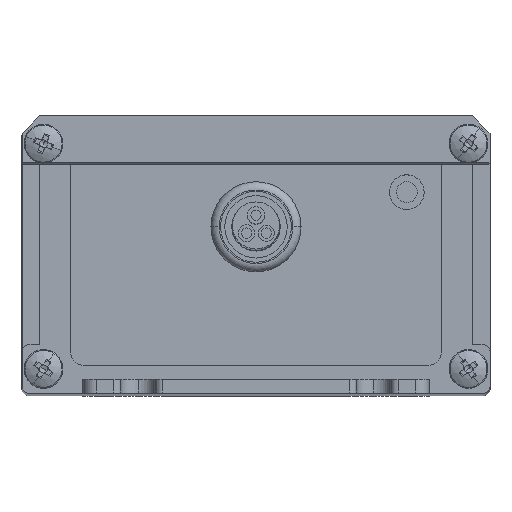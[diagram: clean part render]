
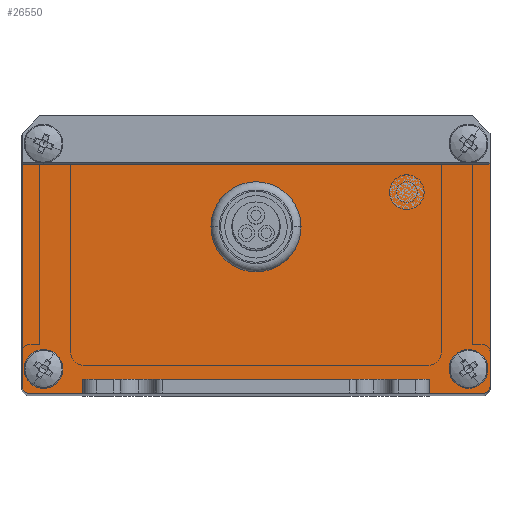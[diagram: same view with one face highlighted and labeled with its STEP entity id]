
A CAD part, top view. The second image highlights one B-rep face of the part: STEP entity #26550.
In plain terms, the highlighted face is planar.
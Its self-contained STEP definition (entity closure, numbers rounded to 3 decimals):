
#1462 = PLANE ( 'NONE',  #2442 ) ;
#1463 = CARTESIAN_POINT ( 'NONE',  ( 1.6, 2., 67.5 ) ) ;
#1464 = DIRECTION ( 'NONE',  ( -1., 0., 0. ) ) ;
#1465 = DIRECTION ( 'NONE',  ( 0., -1., 0. ) ) ;
#2439 = FACE_BOUND ( 'NONE', #19421, .T. ) ;
#2441 = FACE_BOUND ( 'NONE', #19296, .T. ) ;
#2442 = AXIS2_PLACEMENT_3D ( 'NONE', #1463, #1464, #1465 ) ;
#2446 = FACE_BOUND ( 'NONE', #19378, .T. ) ;
#2448 = FACE_OUTER_BOUND ( 'NONE', #19369, .T. ) ;
#7833 = CARTESIAN_POINT ( 'NONE',  ( 1.6, 2., 58.75 ) ) ;
#7843 = CARTESIAN_POINT ( 'NONE',  ( 1.6, 2., 8.75 ) ) ;
#7933 = CARTESIAN_POINT ( 'NONE',  ( 1.6, 18.9, 33.75 ) ) ;
#8061 = CARTESIAN_POINT ( 'NONE',  ( 1.6, 0., 8.75 ) ) ;
#8063 = CARTESIAN_POINT ( 'NONE',  ( 1.6, 1., 67.5 ) ) ;
#8071 = CARTESIAN_POINT ( 'NONE',  ( 1.6, 0., 1. ) ) ;
#8072 = CARTESIAN_POINT ( 'NONE',  ( 1.6, 33., 67.5 ) ) ;
#8077 = CARTESIAN_POINT ( 'NONE',  ( 1.6, 29.1, 33.75 ) ) ;
#8088 = CARTESIAN_POINT ( 'NONE',  ( 1.6, 5.05, 64.4 ) ) ;
#8130 = CARTESIAN_POINT ( 'NONE',  ( 1.6, 1.95, 64.4 ) ) ;
#8245 = CARTESIAN_POINT ( 'NONE',  ( 1.6, 0., 58.75 ) ) ;
#8345 = CARTESIAN_POINT ( 'NONE',  ( 1.6, 1.95, 3.1 ) ) ;
#8347 = CARTESIAN_POINT ( 'NONE',  ( 1.6, 5.05, 3.1 ) ) ;
#8367 = CARTESIAN_POINT ( 'NONE',  ( 1.6, 33., 0. ) ) ;
#8368 = CARTESIAN_POINT ( 'NONE',  ( 1.6, 1., 0. ) ) ;
#8370 = CARTESIAN_POINT ( 'NONE',  ( 1.6, 0., 66.5 ) ) ;
#17180 = EDGE_CURVE ( 'NONE', #31419, #31563, #44094, .T. ) ;
#17184 = EDGE_CURVE ( 'NONE', #31837, #31835, #44096, .T. ) ;
#17202 = EDGE_CURVE ( 'NONE', #31574, #31617, #44102, .T. ) ;
#17247 = EDGE_CURVE ( 'NONE', #31735, #31860, #46352, .T. ) ;
#17251 = EDGE_CURVE ( 'NONE', #31557, #31547, #46364, .T. ) ;
#17264 = EDGE_CURVE ( 'NONE', #31319, #31329, #46394, .T. ) ;
#17290 = EDGE_CURVE ( 'NONE', #31563, #31419, #44128, .T. ) ;
#17293 = EDGE_CURVE ( 'NONE', #31835, #31837, #44126, .T. ) ;
#17295 = EDGE_CURVE ( 'NONE', #31617, #31574, #44130, .T. ) ;
#17298 = EDGE_CURVE ( 'NONE', #31557, #31858, #44129, .T. ) ;
#17300 = EDGE_CURVE ( 'NONE', #31858, #31857, #46488, .T. ) ;
#17302 = EDGE_CURVE ( 'NONE', #31558, #31857, #46495, .T. ) ;
#17304 = EDGE_CURVE ( 'NONE', #31549, #31558, #46501, .T. ) ;
#17306 = EDGE_CURVE ( 'NONE', #31549, #31860, #44131, .T. ) ;
#17307 = EDGE_CURVE ( 'NONE', #31735, #31319, #46512, .T. ) ;
#17309 = EDGE_CURVE ( 'NONE', #31547, #31329, #46518, .T. ) ;
#18885 = ORIENTED_EDGE ( 'NONE', *, *, #17290, .F. ) ;
#18886 = ORIENTED_EDGE ( 'NONE', *, *, #17184, .T. ) ;
#18887 = ORIENTED_EDGE ( 'NONE', *, *, #17300, .T. ) ;
#18888 = ORIENTED_EDGE ( 'NONE', *, *, #17180, .F. ) ;
#18889 = ORIENTED_EDGE ( 'NONE', *, *, #17293, .T. ) ;
#18890 = ORIENTED_EDGE ( 'NONE', *, *, #17295, .T. ) ;
#18891 = ORIENTED_EDGE ( 'NONE', *, *, #17202, .T. ) ;
#18893 = ORIENTED_EDGE ( 'NONE', *, *, #17298, .T. ) ;
#18894 = ORIENTED_EDGE ( 'NONE', *, *, #17251, .F. ) ;
#18896 = ORIENTED_EDGE ( 'NONE', *, *, #17302, .F. ) ;
#18898 = ORIENTED_EDGE ( 'NONE', *, *, #17304, .F. ) ;
#18899 = ORIENTED_EDGE ( 'NONE', *, *, #17306, .T. ) ;
#18901 = ORIENTED_EDGE ( 'NONE', *, *, #17247, .F. ) ;
#18902 = ORIENTED_EDGE ( 'NONE', *, *, #17307, .T. ) ;
#18903 = ORIENTED_EDGE ( 'NONE', *, *, #17264, .T. ) ;
#18905 = ORIENTED_EDGE ( 'NONE', *, *, #17309, .F. ) ;
#19296 = EDGE_LOOP ( 'NONE', ( #18885, #18888 ) ) ;
#19369 = EDGE_LOOP ( 'NONE', ( #18894, #18893, #18887, #18896, #18898, #18899, #18901, #18902, #18903, #18905 ) ) ;
#19378 = EDGE_LOOP ( 'NONE', ( #18891, #18890 ) ) ;
#19421 = EDGE_LOOP ( 'NONE', ( #18886, #18889 ) ) ;
#26550 = ADVANCED_FACE ( 'NONE', ( #2441, #2439, #2446, #2448 ), #1462, .F. ) ;
#31319 = VERTEX_POINT ( 'NONE', #7833 ) ;
#31329 = VERTEX_POINT ( 'NONE', #7843 ) ;
#31419 = VERTEX_POINT ( 'NONE', #7933 ) ;
#31547 = VERTEX_POINT ( 'NONE', #8061 ) ;
#31549 = VERTEX_POINT ( 'NONE', #8063 ) ;
#31557 = VERTEX_POINT ( 'NONE', #8071 ) ;
#31558 = VERTEX_POINT ( 'NONE', #8072 ) ;
#31563 = VERTEX_POINT ( 'NONE', #8077 ) ;
#31574 = VERTEX_POINT ( 'NONE', #8088 ) ;
#31617 = VERTEX_POINT ( 'NONE', #8130 ) ;
#31735 = VERTEX_POINT ( 'NONE', #8245 ) ;
#31835 = VERTEX_POINT ( 'NONE', #8345 ) ;
#31837 = VERTEX_POINT ( 'NONE', #8347 ) ;
#31857 = VERTEX_POINT ( 'NONE', #8367 ) ;
#31858 = VERTEX_POINT ( 'NONE', #8368 ) ;
#31860 = VERTEX_POINT ( 'NONE', #8370 ) ;
#42294 = AXIS2_PLACEMENT_3D ( 'NONE', #46471, #46472, #46473 ) ;
#44094 = CIRCLE ( 'NONE', #45419, 5.1 ) ;
#44096 = CIRCLE ( 'NONE', #45423, 1.55 ) ;
#44102 = CIRCLE ( 'NONE', #45435, 1.55 ) ;
#44126 = CIRCLE ( 'NONE', #45519, 1.55 ) ;
#44128 = CIRCLE ( 'NONE', #45513, 5.1 ) ;
#44129 = CIRCLE ( 'NONE', #46842, 1. ) ;
#44130 = CIRCLE ( 'NONE', #42294, 1.55 ) ;
#44131 = CIRCLE ( 'NONE', #46853, 1. ) ;
#45419 = AXIS2_PLACEMENT_3D ( 'NONE', #46192, #46193, #46194 ) ;
#45423 = AXIS2_PLACEMENT_3D ( 'NONE', #46204, #46205, #46206 ) ;
#45435 = AXIS2_PLACEMENT_3D ( 'NONE', #46240, #46241, #46242 ) ;
#45473 = VECTOR ( 'NONE', #46354, 1000. ) ;
#45477 = VECTOR ( 'NONE', #46366, 1000. ) ;
#45487 = VECTOR ( 'NONE', #46396, 1000. ) ;
#45513 = AXIS2_PLACEMENT_3D ( 'NONE', #46454, #46455, #46456 ) ;
#45519 = AXIS2_PLACEMENT_3D ( 'NONE', #46464, #46465, #46466 ) ;
#46192 = CARTESIAN_POINT ( 'NONE',  ( 1.6, 24., 33.75 ) ) ;
#46193 = DIRECTION ( 'NONE',  ( 1., 0., 0. ) ) ;
#46194 = DIRECTION ( 'NONE',  ( 0., 1., 0. ) ) ;
#46204 = CARTESIAN_POINT ( 'NONE',  ( 1.6, 3.5, 3.1 ) ) ;
#46205 = DIRECTION ( 'NONE',  ( -1., 0., 0. ) ) ;
#46206 = DIRECTION ( 'NONE',  ( 0., -1., 0. ) ) ;
#46240 = CARTESIAN_POINT ( 'NONE',  ( 1.6, 3.5, 64.4 ) ) ;
#46241 = DIRECTION ( 'NONE',  ( -1., 0., 0. ) ) ;
#46242 = DIRECTION ( 'NONE',  ( 0., -1., 0. ) ) ;
#46352 = LINE ( 'NONE', #46353, #45473 ) ;
#46353 = CARTESIAN_POINT ( 'NONE',  ( 1.6, 0., 67.5 ) ) ;
#46354 = DIRECTION ( 'NONE',  ( 0., 0., 1. ) ) ;
#46364 = LINE ( 'NONE', #46365, #45477 ) ;
#46365 = CARTESIAN_POINT ( 'NONE',  ( 1.6, 0., 67.5 ) ) ;
#46366 = DIRECTION ( 'NONE',  ( 0., 0., 1. ) ) ;
#46394 = LINE ( 'NONE', #46395, #45487 ) ;
#46395 = CARTESIAN_POINT ( 'NONE',  ( 1.6, 2., 67.5 ) ) ;
#46396 = DIRECTION ( 'NONE',  ( 0., 0., -1. ) ) ;
#46454 = CARTESIAN_POINT ( 'NONE',  ( 1.6, 24., 33.75 ) ) ;
#46455 = DIRECTION ( 'NONE',  ( 1., 0., 0. ) ) ;
#46456 = DIRECTION ( 'NONE',  ( 0., 1., 0. ) ) ;
#46464 = CARTESIAN_POINT ( 'NONE',  ( 1.6, 3.5, 3.1 ) ) ;
#46465 = DIRECTION ( 'NONE',  ( -1., 0., 0. ) ) ;
#46466 = DIRECTION ( 'NONE',  ( 0., -1., 0. ) ) ;
#46471 = CARTESIAN_POINT ( 'NONE',  ( 1.6, 3.5, 64.4 ) ) ;
#46472 = DIRECTION ( 'NONE',  ( -1., 0., 0. ) ) ;
#46473 = DIRECTION ( 'NONE',  ( 0., -1., 0. ) ) ;
#46481 = CARTESIAN_POINT ( 'NONE',  ( 1.6, 1., 1. ) ) ;
#46482 = DIRECTION ( 'NONE',  ( 1., 0., 0. ) ) ;
#46483 = DIRECTION ( 'NONE',  ( 0., -1., 0. ) ) ;
#46488 = LINE ( 'NONE', #46489, #46848 ) ;
#46489 = CARTESIAN_POINT ( 'NONE',  ( 1.6, 2., 0. ) ) ;
#46490 = DIRECTION ( 'NONE',  ( 0., 1., 0. ) ) ;
#46495 = LINE ( 'NONE', #46496, #46851 ) ;
#46496 = CARTESIAN_POINT ( 'NONE',  ( 1.6, 33., 67.5 ) ) ;
#46497 = DIRECTION ( 'NONE',  ( 0., 0., -1. ) ) ;
#46501 = LINE ( 'NONE', #46502, #46855 ) ;
#46502 = CARTESIAN_POINT ( 'NONE',  ( 1.6, 2., 67.5 ) ) ;
#46503 = DIRECTION ( 'NONE',  ( 0., 1., 0. ) ) ;
#46508 = CARTESIAN_POINT ( 'NONE',  ( 1.6, 1., 66.5 ) ) ;
#46509 = DIRECTION ( 'NONE',  ( 1., 0., 0. ) ) ;
#46510 = DIRECTION ( 'NONE',  ( 0., -1., 0. ) ) ;
#46512 = LINE ( 'NONE', #46513, #46859 ) ;
#46513 = CARTESIAN_POINT ( 'NONE',  ( 1.6, -1., 58.75 ) ) ;
#46514 = DIRECTION ( 'NONE',  ( 0., 1., 0. ) ) ;
#46518 = LINE ( 'NONE', #46519, #46862 ) ;
#46519 = CARTESIAN_POINT ( 'NONE',  ( 1.6, -1., 8.75 ) ) ;
#46520 = DIRECTION ( 'NONE',  ( 0., 1., 0. ) ) ;
#46842 = AXIS2_PLACEMENT_3D ( 'NONE', #46481, #46482, #46483 ) ;
#46848 = VECTOR ( 'NONE', #46490, 1000. ) ;
#46851 = VECTOR ( 'NONE', #46497, 1000. ) ;
#46853 = AXIS2_PLACEMENT_3D ( 'NONE', #46508, #46509, #46510 ) ;
#46855 = VECTOR ( 'NONE', #46503, 1000. ) ;
#46859 = VECTOR ( 'NONE', #46514, 1000. ) ;
#46862 = VECTOR ( 'NONE', #46520, 1000. ) ;
